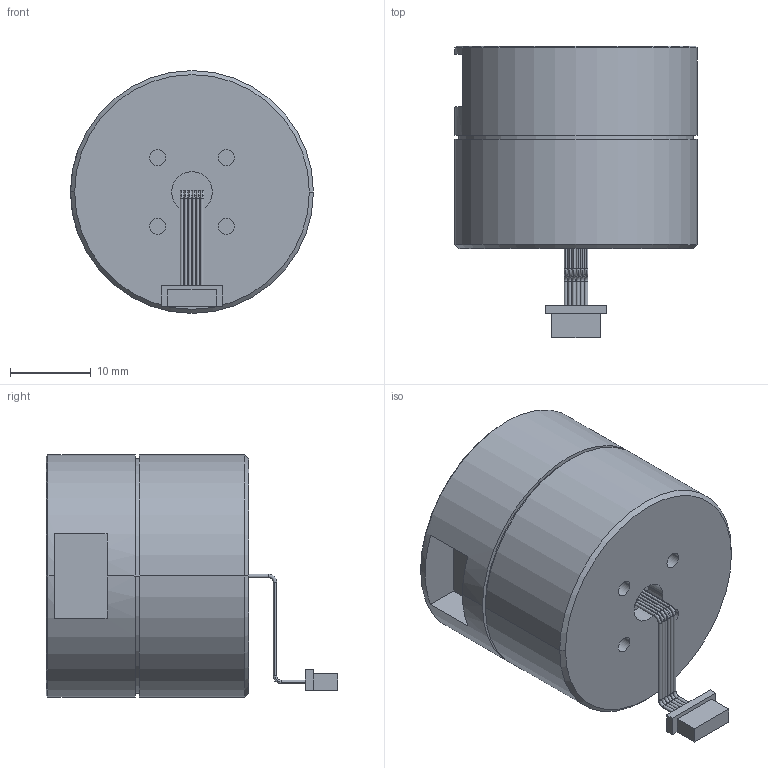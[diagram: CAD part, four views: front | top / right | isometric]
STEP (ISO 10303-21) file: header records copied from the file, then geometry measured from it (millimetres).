
FILE_DESCRIPTION((''),'2;1');
FILE_NAME('BRUSHLESSMOTOR-MS3008V2_2','2024-12-10T14:32:25',('29904'),(''),'CREO PARAMETRIC BY PTC INC, 2024063','CREO PARAMETRIC BY PTC INC, 2024063','');
FILE_SCHEMA(('CONFIG_CONTROL_DESIGN'));
Length unit declared in the file: millimetre
Products named in the file (1): BRUSHLESSMOTOR-MS3008V2_2
Bounding box: 30 x 36 x 30 mm (x, y, z)
Volume: 17274.1 mm3; surface area: 4454.7 mm2
Topology: 1 solids, 1 shells, 113 faces, 301 edges, 202 vertices
Faces by surface type: cylinder 58, plane 27, torus 24, cone 4
Entity records: 3709 total; most frequent: DIRECTION 731, CARTESIAN_POINT 616, ORIENTED_EDGE 602, AXIS2_PLACEMENT_3D 317, EDGE_CURVE 301, CIRCLE 204, VERTEX_POINT 202, EDGE_LOOP 135
